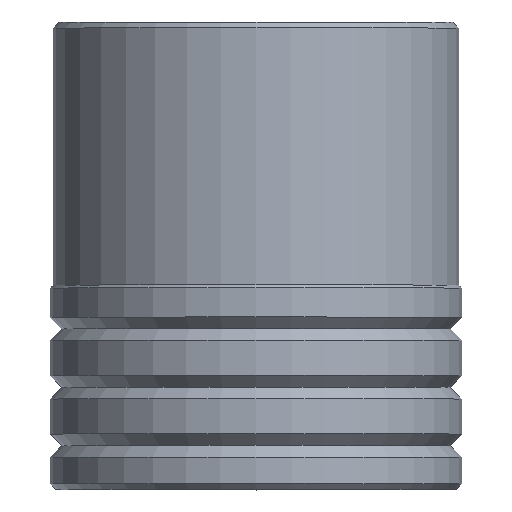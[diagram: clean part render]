
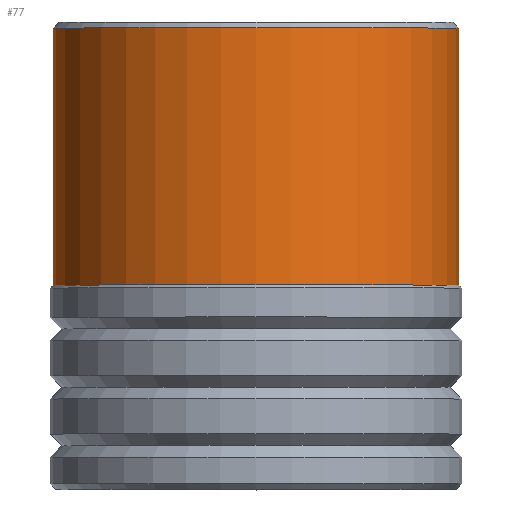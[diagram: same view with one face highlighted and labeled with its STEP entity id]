
A CAD part, top view. The second image highlights one B-rep face of the part: STEP entity #77.
In plain terms, the highlighted cylindrical face has radius 6.95 mm (diameter 13.9 mm), a partial arc.
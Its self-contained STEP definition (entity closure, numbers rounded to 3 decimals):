
#75 = VERTEX_POINT ( 'NONE', #595 ) ;
#77 = ADVANCED_FACE ( 'NONE', ( #599 ), #464, .T. ) ;
#79 = EDGE_LOOP ( 'NONE', ( #279, #157, #303, #301 ) ) ;
#157 = ORIENTED_EDGE ( 'NONE', *, *, #280, .T. ) ;
#158 = EDGE_CURVE ( 'NONE', #75, #368, #709, .T. ) ;
#170 = VERTEX_POINT ( 'NONE', #698 ) ;
#279 = ORIENTED_EDGE ( 'NONE', *, *, #281, .T. ) ;
#280 = EDGE_CURVE ( 'NONE', #300, #170, #1073, .T. ) ;
#281 = EDGE_CURVE ( 'NONE', #75, #300, #1075, .T. ) ;
#300 = VERTEX_POINT ( 'NONE', #948 ) ;
#301 = ORIENTED_EDGE ( 'NONE', *, *, #158, .F. ) ;
#303 = ORIENTED_EDGE ( 'NONE', *, *, #373, .F. ) ;
#368 = VERTEX_POINT ( 'NONE', #1261 ) ;
#373 = EDGE_CURVE ( 'NONE', #368, #170, #1251, .T. ) ;
#400 = DIRECTION ( 'NONE',  ( -1., 0., 0. ) ) ;
#459 = AXIS2_PLACEMENT_3D ( 'NONE', #463, #466, #400 ) ;
#463 = CARTESIAN_POINT ( 'NONE',  ( -469.65, 190.583, 0. ) ) ;
#464 = CYLINDRICAL_SURFACE ( 'NONE', #459, 6.95 ) ;
#466 = DIRECTION ( 'NONE',  ( 0., 1., 0. ) ) ;
#595 = CARTESIAN_POINT ( 'NONE',  ( -476.6, 179.581, 0. ) ) ;
#599 = FACE_OUTER_BOUND ( 'NONE', #79, .T. ) ;
#698 = CARTESIAN_POINT ( 'NONE',  ( -462.7, 188.383, 0. ) ) ;
#703 = DIRECTION ( 'NONE',  ( 0., 1., 0. ) ) ;
#704 = VECTOR ( 'NONE', #703, 1000. ) ;
#708 = CARTESIAN_POINT ( 'NONE',  ( -476.6, 190.583, 0. ) ) ;
#709 = LINE ( 'NONE', #708, #704 ) ;
#948 = CARTESIAN_POINT ( 'NONE',  ( -462.7, 179.581, 0. ) ) ;
#1065 = DIRECTION ( 'NONE',  ( -1., 0., 0. ) ) ;
#1066 = DIRECTION ( 'NONE',  ( 0., 1., 0. ) ) ;
#1070 = DIRECTION ( 'NONE',  ( 0., 1., 0. ) ) ;
#1071 = VECTOR ( 'NONE', #1070, 1000. ) ;
#1072 = CARTESIAN_POINT ( 'NONE',  ( -462.7, 190.583, 0. ) ) ;
#1073 = LINE ( 'NONE', #1072, #1071 ) ;
#1074 = CARTESIAN_POINT ( 'NONE',  ( -469.65, 179.581, 0. ) ) ;
#1075 = CIRCLE ( 'NONE', #1078, 6.95 ) ;
#1078 = AXIS2_PLACEMENT_3D ( 'NONE', #1074, #1066, #1065 ) ;
#1132 = DIRECTION ( 'NONE',  ( -1., 0., 0. ) ) ;
#1133 = DIRECTION ( 'NONE',  ( 0., 1., 0. ) ) ;
#1134 = AXIS2_PLACEMENT_3D ( 'NONE', #1258, #1133, #1132 ) ;
#1251 = CIRCLE ( 'NONE', #1134, 6.95 ) ;
#1258 = CARTESIAN_POINT ( 'NONE',  ( -469.65, 188.383, 0. ) ) ;
#1261 = CARTESIAN_POINT ( 'NONE',  ( -476.6, 188.383, 0. ) ) ;
